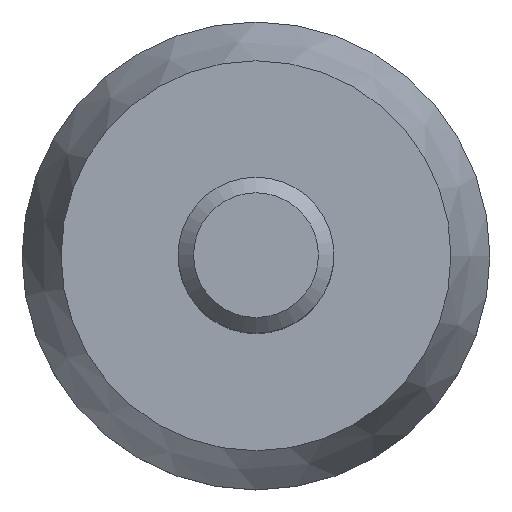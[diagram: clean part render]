
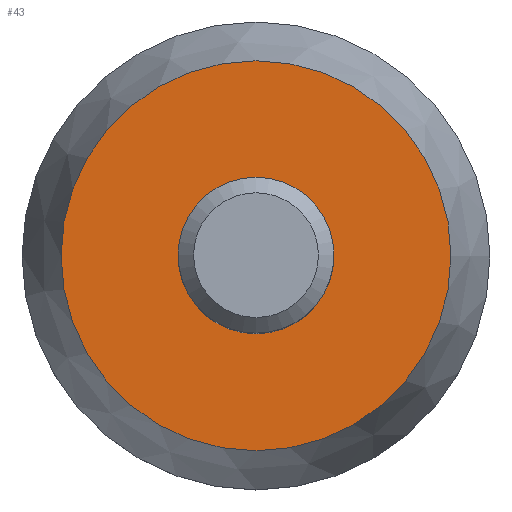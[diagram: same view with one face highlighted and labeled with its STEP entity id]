
A CAD part, top view. The second image highlights one B-rep face of the part: STEP entity #43.
In plain terms, the highlighted planar face has unit normal (0, 0, 1).
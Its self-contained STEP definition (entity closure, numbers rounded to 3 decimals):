
#43 = ADVANCED_FACE( '', ( #84, #85 ), #86, .T. );
#84 = FACE_OUTER_BOUND( '', #117, .T. );
#85 = FACE_BOUND( '', #118, .T. );
#86 = PLANE( '', #119 );
#117 = EDGE_LOOP( '', ( #156 ) );
#118 = EDGE_LOOP( '', ( #157 ) );
#119 = AXIS2_PLACEMENT_3D( '', #158, #159, #160 );
#156 = ORIENTED_EDGE( '', *, *, #163, .T. );
#157 = ORIENTED_EDGE( '', *, *, #171, .F. );
#158 = CARTESIAN_POINT( '', ( 5., 0., 10. ) );
#159 = DIRECTION( '', ( 0., 0., 1. ) );
#160 = DIRECTION( '', ( 1., 0., 0. ) );
#163 = EDGE_CURVE( '', #177, #177, #178, .T. );
#171 = EDGE_CURVE( '', #189, #189, #190, .T. );
#177 = VERTEX_POINT( '', #196 );
#178 = CIRCLE( '', #197, 12.5 );
#189 = VERTEX_POINT( '', #208 );
#190 = CIRCLE( '', #209, 5. );
#196 = CARTESIAN_POINT( '', ( 12.5, 0., 10. ) );
#197 = AXIS2_PLACEMENT_3D( '', #215, #216, #217 );
#208 = CARTESIAN_POINT( '', ( 5., 0., 10. ) );
#209 = AXIS2_PLACEMENT_3D( '', #227, #228, #229 );
#215 = CARTESIAN_POINT( '', ( 0., 0., 10. ) );
#216 = DIRECTION( '', ( 0., 0., 1. ) );
#217 = DIRECTION( '', ( 1., 0., 0. ) );
#227 = CARTESIAN_POINT( '', ( 0., 0., 10. ) );
#228 = DIRECTION( '', ( 0., 0., 1. ) );
#229 = DIRECTION( '', ( 1., 0., 0. ) );
